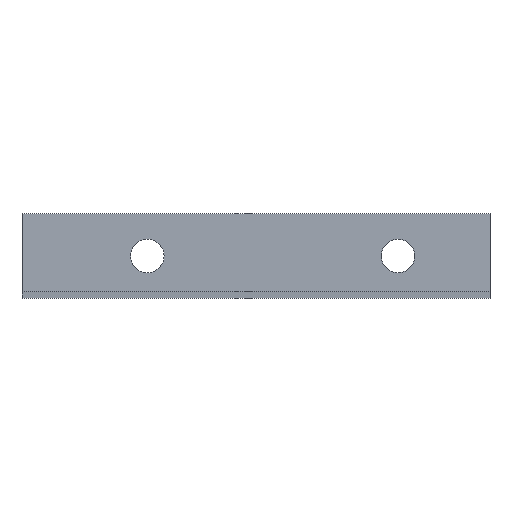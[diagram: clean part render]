
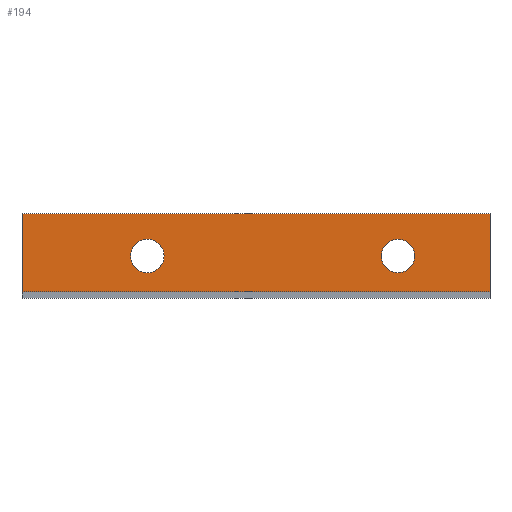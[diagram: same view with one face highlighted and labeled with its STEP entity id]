
A CAD part, top view. The second image highlights one B-rep face of the part: STEP entity #194.
In plain terms, the highlighted planar face has unit normal (0, 0, 1).
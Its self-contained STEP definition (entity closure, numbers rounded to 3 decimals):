
#2 = DIRECTION ( 'NONE',  ( 1., 0., 0. ) ) ;
#7 = DIRECTION ( 'NONE',  ( -1., 0., 0. ) ) ;
#9 = ORIENTED_EDGE ( 'NONE', *, *, #429, .F. ) ;
#12 = DIRECTION ( 'NONE',  ( 1., 0., 0. ) ) ;
#17 = DIRECTION ( 'NONE',  ( 1., 0., 0. ) ) ;
#19 = EDGE_CURVE ( 'NONE', #135, #104, #46, .T. ) ;
#22 = ORIENTED_EDGE ( 'NONE', *, *, #125, .F. ) ;
#26 = EDGE_LOOP ( 'NONE', ( #22, #173 ) ) ;
#34 = FACE_OUTER_BOUND ( 'NONE', #358, .T. ) ;
#38 = ORIENTED_EDGE ( 'NONE', *, *, #209, .T. ) ;
#39 = LINE ( 'NONE', #335, #274 ) ;
#41 = CARTESIAN_POINT ( 'NONE',  ( -32.5, 12.7, -8. ) ) ;
#46 = LINE ( 'NONE', #398, #157 ) ;
#47 = CARTESIAN_POINT ( 'NONE',  ( 65., 25.4, -8. ) ) ;
#48 = EDGE_CURVE ( 'NONE', #290, #183, #396, .T. ) ;
#53 = VERTEX_POINT ( 'NONE', #249 ) ;
#57 = DIRECTION ( 'NONE',  ( 0., 0., 1. ) ) ;
#59 = VERTEX_POINT ( 'NONE', #314 ) ;
#63 = AXIS2_PLACEMENT_3D ( 'NONE', #318, #188, #2 ) ;
#79 = DIRECTION ( 'NONE',  ( 0., 0., -1. ) ) ;
#82 = LINE ( 'NONE', #116, #326 ) ;
#85 = CIRCLE ( 'NONE', #63, 5. ) ;
#103 = AXIS2_PLACEMENT_3D ( 'NONE', #202, #57, #199 ) ;
#104 = VERTEX_POINT ( 'NONE', #47 ) ;
#116 = CARTESIAN_POINT ( 'NONE',  ( -75., 25.4, -8. ) ) ;
#121 = ORIENTED_EDGE ( 'NONE', *, *, #355, .T. ) ;
#125 = EDGE_CURVE ( 'NONE', #53, #59, #85, .T. ) ;
#128 = VECTOR ( 'NONE', #420, 1000. ) ;
#135 = VERTEX_POINT ( 'NONE', #227 ) ;
#143 = DIRECTION ( 'NONE',  ( 1., 0., 0. ) ) ;
#146 = DIRECTION ( 'NONE',  ( 0., 0., 1. ) ) ;
#157 = VECTOR ( 'NONE', #375, 1000. ) ;
#159 = CARTESIAN_POINT ( 'NONE',  ( -75., 2., -8. ) ) ;
#160 = AXIS2_PLACEMENT_3D ( 'NONE', #341, #146, #143 ) ;
#162 = CARTESIAN_POINT ( 'NONE',  ( -75., 25.4, -8. ) ) ;
#173 = ORIENTED_EDGE ( 'NONE', *, *, #363, .F. ) ;
#183 = VERTEX_POINT ( 'NONE', #41 ) ;
#188 = DIRECTION ( 'NONE',  ( 0., 0., 1. ) ) ;
#194 = ADVANCED_FACE ( 'NONE', ( #252, #228, #34 ), #354, .F. ) ;
#195 = CARTESIAN_POINT ( 'NONE',  ( -37.5, 12.7, -8. ) ) ;
#199 = DIRECTION ( 'NONE',  ( 1., 0., 0. ) ) ;
#202 = CARTESIAN_POINT ( 'NONE',  ( 37.5, 12.7, -8. ) ) ;
#209 = EDGE_CURVE ( 'NONE', #339, #397, #82, .T. ) ;
#223 = CARTESIAN_POINT ( 'NONE',  ( -75., 25.4, -8. ) ) ;
#227 = CARTESIAN_POINT ( 'NONE',  ( 65., 2., -8. ) ) ;
#228 = FACE_BOUND ( 'NONE', #438, .T. ) ;
#249 = CARTESIAN_POINT ( 'NONE',  ( 42.5, 12.7, -8. ) ) ;
#251 = ORIENTED_EDGE ( 'NONE', *, *, #19, .T. ) ;
#252 = FACE_BOUND ( 'NONE', #26, .T. ) ;
#259 = DIRECTION ( 'NONE',  ( 0., -1., 0. ) ) ;
#260 = CIRCLE ( 'NONE', #376, 5. ) ;
#264 = EDGE_CURVE ( 'NONE', #183, #290, #260, .T. ) ;
#270 = CARTESIAN_POINT ( 'NONE',  ( -42.5, 12.7, -8. ) ) ;
#274 = VECTOR ( 'NONE', #17, 1000. ) ;
#290 = VERTEX_POINT ( 'NONE', #270 ) ;
#299 = DIRECTION ( 'NONE',  ( 0., 0., 1. ) ) ;
#301 = ORIENTED_EDGE ( 'NONE', *, *, #264, .F. ) ;
#308 = LINE ( 'NONE', #388, #128 ) ;
#314 = CARTESIAN_POINT ( 'NONE',  ( 32.5, 12.7, -8. ) ) ;
#318 = CARTESIAN_POINT ( 'NONE',  ( 37.5, 12.7, -8. ) ) ;
#326 = VECTOR ( 'NONE', #259, 1000. ) ;
#330 = AXIS2_PLACEMENT_3D ( 'NONE', #223, #79, #7 ) ;
#335 = CARTESIAN_POINT ( 'NONE',  ( -75., 25.4, -8. ) ) ;
#339 = VERTEX_POINT ( 'NONE', #162 ) ;
#341 = CARTESIAN_POINT ( 'NONE',  ( -37.5, 12.7, -8. ) ) ;
#354 = PLANE ( 'NONE',  #330 ) ;
#355 = EDGE_CURVE ( 'NONE', #397, #135, #308, .T. ) ;
#358 = EDGE_LOOP ( 'NONE', ( #121, #251, #9, #38 ) ) ;
#363 = EDGE_CURVE ( 'NONE', #59, #53, #374, .T. ) ;
#374 = CIRCLE ( 'NONE', #103, 5. ) ;
#375 = DIRECTION ( 'NONE',  ( 0., 1., 0. ) ) ;
#376 = AXIS2_PLACEMENT_3D ( 'NONE', #195, #299, #12 ) ;
#388 = CARTESIAN_POINT ( 'NONE',  ( -75., 2., -8. ) ) ;
#396 = CIRCLE ( 'NONE', #160, 5. ) ;
#397 = VERTEX_POINT ( 'NONE', #159 ) ;
#398 = CARTESIAN_POINT ( 'NONE',  ( 65., 25.4, -8. ) ) ;
#420 = DIRECTION ( 'NONE',  ( 1., 0., 0. ) ) ;
#429 = EDGE_CURVE ( 'NONE', #339, #104, #39, .T. ) ;
#430 = ORIENTED_EDGE ( 'NONE', *, *, #48, .F. ) ;
#438 = EDGE_LOOP ( 'NONE', ( #301, #430 ) ) ;
